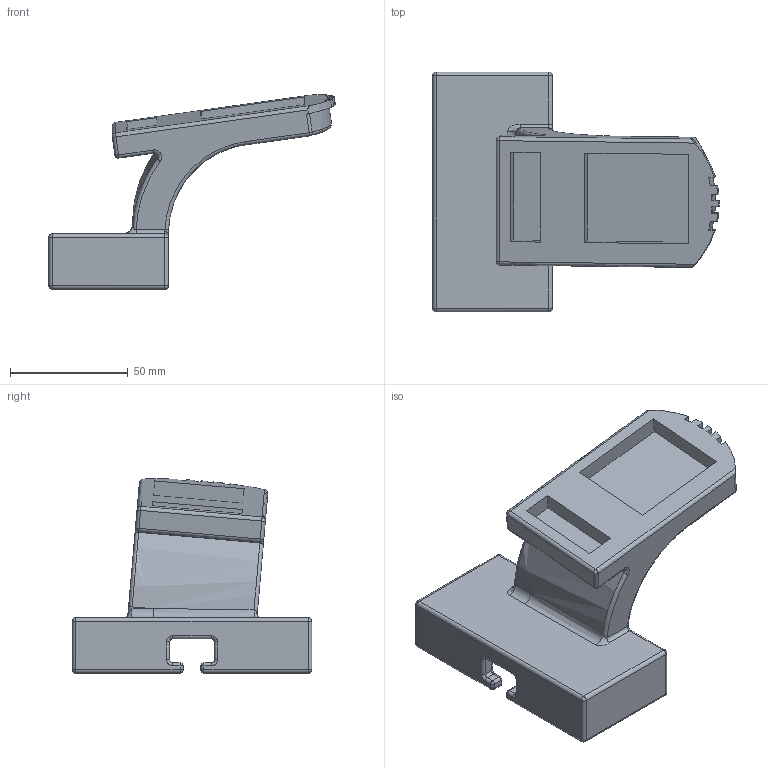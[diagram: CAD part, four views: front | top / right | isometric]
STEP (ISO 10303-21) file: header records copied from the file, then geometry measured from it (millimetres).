
FILE_DESCRIPTION(('FreeCAD Model'),'2;1');
FILE_NAME('Open CASCADE Shape Model','2025-05-03T21:47:05',('FreeCAD'),( 'FreeCAD'),'Open CASCADE STEP processor 7.6','FreeCAD','Unknown');
FILE_SCHEMA(('AUTOMOTIVE_DESIGN { 1 0 10303 214 1 1 1 1 }'));
Length unit declared in the file: millimetre
Products named in the file (1): Open CASCADE STEP translator 7.6 1
Bounding box: 121.89 x 101.9 x 82.66 mm (x, y, z)
Volume: 129652.7 mm3; surface area: 39335.1 mm2
Topology: 1 solids, 1 shells, 226 faces, 503 edges, 280 vertices
Faces by surface type: bspline 226
Entity records: 6851 total; most frequent: CARTESIAN_POINT 4026, ORIENTED_EDGE 1004, EDGE_CURVE 502, B_SPLINE_CURVE_WITH_KNOTS 282, VERTEX_POINT 280, FACE_BOUND 228, EDGE_LOOP 228, ADVANCED_FACE 226
